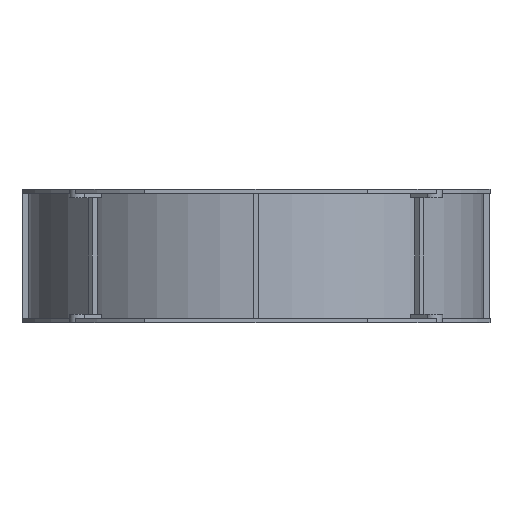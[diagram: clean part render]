
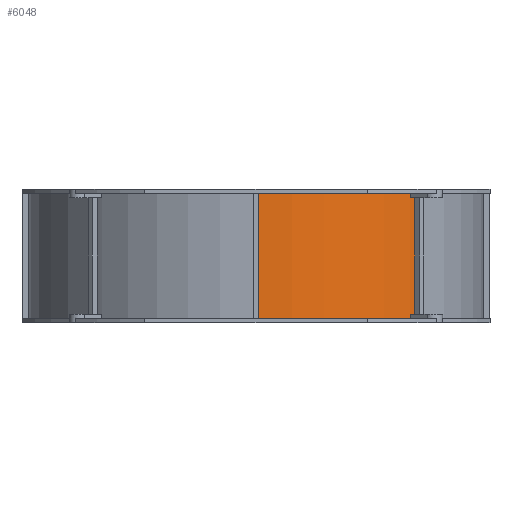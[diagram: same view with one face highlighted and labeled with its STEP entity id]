
A CAD part, front view. The second image highlights one B-rep face of the part: STEP entity #6048.
In plain terms, the highlighted cylindrical face has radius 136.069 mm (diameter 272.138 mm), a partial arc.
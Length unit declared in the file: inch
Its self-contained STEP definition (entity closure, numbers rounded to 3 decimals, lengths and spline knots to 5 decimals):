
#55 = AXIS2_PLACEMENT_3D ( 'NONE', #7217, #7187, #2878 ) ;
#415 = ORIENTED_EDGE ( 'NONE', *, *, #6252, .T. ) ;
#529 = EDGE_CURVE ( 'NONE', #7358, #4063, #1592, .T. ) ;
#729 = ORIENTED_EDGE ( 'NONE', *, *, #3886, .F. ) ;
#1167 = CARTESIAN_POINT ( 'NONE',  ( 3.74299, -3.8325, 2.95276 ) ) ;
#1177 = EDGE_CURVE ( 'NONE', #3681, #7045, #6704, .T. ) ;
#1277 = DIRECTION ( 'NONE',  ( 0., 0., 1. ) ) ;
#1444 = VECTOR ( 'NONE', #5990, 39.37008 ) ;
#1471 = AXIS2_PLACEMENT_3D ( 'NONE', #5764, #4011, #1632 ) ;
#1592 = LINE ( 'NONE', #3650, #2555 ) ;
#1632 = DIRECTION ( 'NONE',  ( 0., -1., 0. ) ) ;
#1693 = CARTESIAN_POINT ( 'NONE',  ( 3.74299, -3.8325, 3.14961 ) ) ;
#1760 = DIRECTION ( 'NONE',  ( 0., 0., -1. ) ) ;
#1761 = DIRECTION ( 'NONE',  ( 0., 0., -1. ) ) ;
#1973 = DIRECTION ( 'NONE',  ( 0., 0., 1. ) ) ;
#2088 = EDGE_CURVE ( 'NONE', #7358, #2156, #3115, .T. ) ;
#2156 = VERTEX_POINT ( 'NONE', #3101 ) ;
#2197 = AXIS2_PLACEMENT_3D ( 'NONE', #5431, #1761, #6741 ) ;
#2206 = CIRCLE ( 'NONE', #55, 5.35705 ) ;
#2212 = ORIENTED_EDGE ( 'NONE', *, *, #6624, .T. ) ;
#2280 = DIRECTION ( 'NONE',  ( 1., 0., 0. ) ) ;
#2506 = CARTESIAN_POINT ( 'NONE',  ( 0.06242, -5.35669, 0.10236 ) ) ;
#2555 = VECTOR ( 'NONE', #3089, 39.37008 ) ;
#2878 = DIRECTION ( 'NONE',  ( 0., -1., 0. ) ) ;
#2892 = FACE_OUTER_BOUND ( 'NONE', #5896, .T. ) ;
#3000 = AXIS2_PLACEMENT_3D ( 'NONE', #5941, #1760, #2280 ) ;
#3020 = CARTESIAN_POINT ( 'NONE',  ( 0.06242, -5.35669, 3.04724 ) ) ;
#3089 = DIRECTION ( 'NONE',  ( 0., 0., -1. ) ) ;
#3101 = CARTESIAN_POINT ( 'NONE',  ( 3.63469, -3.93535, 3.04724 ) ) ;
#3115 = CIRCLE ( 'NONE', #5939, 5.35705 ) ;
#3638 = VECTOR ( 'NONE', #1973, 39.37008 ) ;
#3650 = CARTESIAN_POINT ( 'NONE',  ( 0.06242, -5.35669, 3.14961 ) ) ;
#3677 = ORIENTED_EDGE ( 'NONE', *, *, #1177, .F. ) ;
#3681 = VERTEX_POINT ( 'NONE', #4234 ) ;
#3813 = CARTESIAN_POINT ( 'NONE',  ( 3.63469, -3.93535, 3.14961 ) ) ;
#3886 = EDGE_CURVE ( 'NONE', #2156, #7855, #7702, .T. ) ;
#4011 = DIRECTION ( 'NONE',  ( 0., 0., 1. ) ) ;
#4063 = VERTEX_POINT ( 'NONE', #2506 ) ;
#4081 = ORIENTED_EDGE ( 'NONE', *, *, #2088, .F. ) ;
#4171 = CARTESIAN_POINT ( 'NONE',  ( 3.63469, -3.93535, 3.14961 ) ) ;
#4233 = EDGE_CURVE ( 'NONE', #4483, #7045, #6736, .T. ) ;
#4234 = CARTESIAN_POINT ( 'NONE',  ( 3.74299, -3.8325, 0.19685 ) ) ;
#4356 = DIRECTION ( 'NONE',  ( 0., -1., 0. ) ) ;
#4483 = VERTEX_POINT ( 'NONE', #5366 ) ;
#4632 = CARTESIAN_POINT ( 'NONE',  ( 3.63469, -3.93535, 0.19685 ) ) ;
#5118 = CARTESIAN_POINT ( 'NONE',  ( 3.63469, -3.93535, 2.95276 ) ) ;
#5182 = CYLINDRICAL_SURFACE ( 'NONE', #1471, 5.35705 ) ;
#5366 = CARTESIAN_POINT ( 'NONE',  ( 3.63469, -3.93535, 0.10236 ) ) ;
#5431 = CARTESIAN_POINT ( 'NONE',  ( 0., 0., 2.95276 ) ) ;
#5764 = CARTESIAN_POINT ( 'NONE',  ( 0., 0., 3.14961 ) ) ;
#5768 = VERTEX_POINT ( 'NONE', #1167 ) ;
#5810 = ORIENTED_EDGE ( 'NONE', *, *, #7367, .T. ) ;
#5896 = EDGE_LOOP ( 'NONE', ( #3677, #415, #5810, #729, #4081, #7190, #2212, #5975 ) ) ;
#5939 = AXIS2_PLACEMENT_3D ( 'NONE', #6270, #1277, #4356 ) ;
#5941 = CARTESIAN_POINT ( 'NONE',  ( 0., 0., 0.19685 ) ) ;
#5975 = ORIENTED_EDGE ( 'NONE', *, *, #4233, .T. ) ;
#5990 = DIRECTION ( 'NONE',  ( 0., 0., 1. ) ) ;
#6048 = ADVANCED_FACE ( 'NONE', ( #2892 ), #5182, .T. ) ;
#6252 = EDGE_CURVE ( 'NONE', #3681, #5768, #6357, .T. ) ;
#6270 = CARTESIAN_POINT ( 'NONE',  ( 0., 0., 3.04724 ) ) ;
#6357 = LINE ( 'NONE', #1693, #1444 ) ;
#6624 = EDGE_CURVE ( 'NONE', #4063, #4483, #2206, .T. ) ;
#6642 = CIRCLE ( 'NONE', #2197, 5.35705 ) ;
#6704 = CIRCLE ( 'NONE', #3000, 5.35705 ) ;
#6736 = LINE ( 'NONE', #3813, #3638 ) ;
#6741 = DIRECTION ( 'NONE',  ( 1., 0., 0. ) ) ;
#7045 = VERTEX_POINT ( 'NONE', #4632 ) ;
#7187 = DIRECTION ( 'NONE',  ( 0., 0., 1. ) ) ;
#7190 = ORIENTED_EDGE ( 'NONE', *, *, #529, .T. ) ;
#7217 = CARTESIAN_POINT ( 'NONE',  ( 0., 0., 0.10236 ) ) ;
#7233 = VECTOR ( 'NONE', #7898, 39.37008 ) ;
#7358 = VERTEX_POINT ( 'NONE', #3020 ) ;
#7367 = EDGE_CURVE ( 'NONE', #5768, #7855, #6642, .T. ) ;
#7702 = LINE ( 'NONE', #4171, #7233 ) ;
#7855 = VERTEX_POINT ( 'NONE', #5118 ) ;
#7898 = DIRECTION ( 'NONE',  ( 0., 0., -1. ) ) ;
